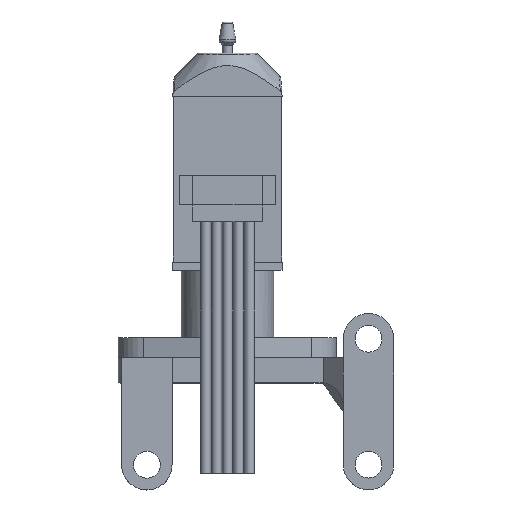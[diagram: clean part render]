
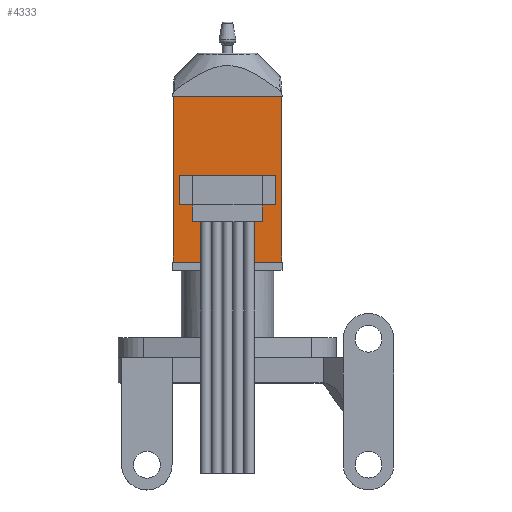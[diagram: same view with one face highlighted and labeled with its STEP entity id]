
A CAD part, top view. The second image highlights one B-rep face of the part: STEP entity #4333.
In plain terms, the highlighted face is planar.
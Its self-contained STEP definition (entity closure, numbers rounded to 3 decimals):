
#274 = VERTEX_POINT ( 'NONE', #3659 ) ;
#310 = EDGE_CURVE ( 'NONE', #1116, #274, #3174, .T. ) ;
#440 = LINE ( 'NONE', #2433, #6204 ) ;
#889 = VECTOR ( 'NONE', #6932, 1000. ) ;
#1116 = VERTEX_POINT ( 'NONE', #5080 ) ;
#1539 = EDGE_CURVE ( 'NONE', #3496, #3528, #440, .T. ) ;
#2281 = CARTESIAN_POINT ( 'NONE',  ( 15., 5., -11.4 ) ) ;
#2433 = CARTESIAN_POINT ( 'NONE',  ( -15., 5., -31.15 ) ) ;
#2561 = AXIS2_PLACEMENT_3D ( 'NONE', #6636, #7435, #10700 ) ;
#2654 = CARTESIAN_POINT ( 'NONE',  ( 6.465, 5., -31.15 ) ) ;
#2876 = CARTESIAN_POINT ( 'NONE',  ( 6.465, 5., -15.838 ) ) ;
#3174 = LINE ( 'NONE', #2281, #5979 ) ;
#3496 = VERTEX_POINT ( 'NONE', #2654 ) ;
#3528 = VERTEX_POINT ( 'NONE', #11197 ) ;
#3659 = CARTESIAN_POINT ( 'NONE',  ( 6.465, 5., -11.4 ) ) ;
#3676 = DIRECTION ( 'NONE',  ( -1., 0., 0. ) ) ;
#3969 = LINE ( 'NONE', #9308, #889 ) ;
#4333 = ADVANCED_FACE ( 'NONE', ( #10318 ), #6237, .T. ) ;
#5080 = CARTESIAN_POINT ( 'NONE',  ( -6.465, 5., -11.4 ) ) ;
#5600 = ORIENTED_EDGE ( 'NONE', *, *, #1539, .T. ) ;
#5868 = EDGE_CURVE ( 'NONE', #3528, #1116, #3969, .T. ) ;
#5979 = VECTOR ( 'NONE', #7407, 1000. ) ;
#6204 = VECTOR ( 'NONE', #3676, 1000. ) ;
#6237 = PLANE ( 'NONE',  #2561 ) ;
#6636 = CARTESIAN_POINT ( 'NONE',  ( 0., 5., -21.275 ) ) ;
#6932 = DIRECTION ( 'NONE',  ( 0., 0., 1. ) ) ;
#7128 = LINE ( 'NONE', #2876, #7681 ) ;
#7257 = DIRECTION ( 'NONE',  ( 0., 0., -1. ) ) ;
#7407 = DIRECTION ( 'NONE',  ( 1., 0., 0. ) ) ;
#7435 = DIRECTION ( 'NONE',  ( 0., 1., 0. ) ) ;
#7681 = VECTOR ( 'NONE', #7257, 1000. ) ;
#8092 = ORIENTED_EDGE ( 'NONE', *, *, #5868, .T. ) ;
#9308 = CARTESIAN_POINT ( 'NONE',  ( -6.465, 5., -15.838 ) ) ;
#9444 = EDGE_LOOP ( 'NONE', ( #8092, #11867, #12169, #5600 ) ) ;
#10318 = FACE_OUTER_BOUND ( 'NONE', #9444, .T. ) ;
#10700 = DIRECTION ( 'NONE',  ( 1., 0., 0. ) ) ;
#11197 = CARTESIAN_POINT ( 'NONE',  ( -6.465, 5., -31.15 ) ) ;
#11867 = ORIENTED_EDGE ( 'NONE', *, *, #310, .T. ) ;
#12169 = ORIENTED_EDGE ( 'NONE', *, *, #12934, .T. ) ;
#12934 = EDGE_CURVE ( 'NONE', #274, #3496, #7128, .T. ) ;
